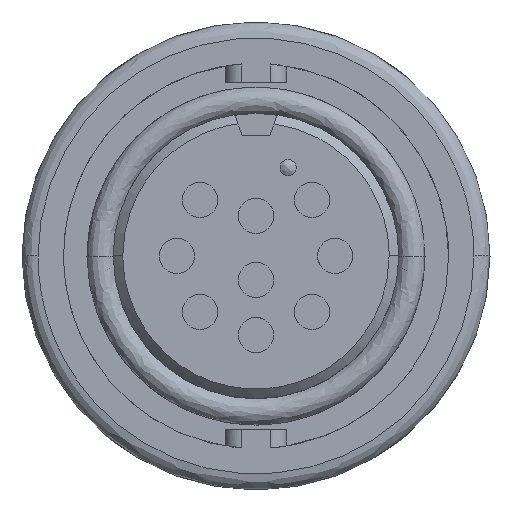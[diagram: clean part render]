
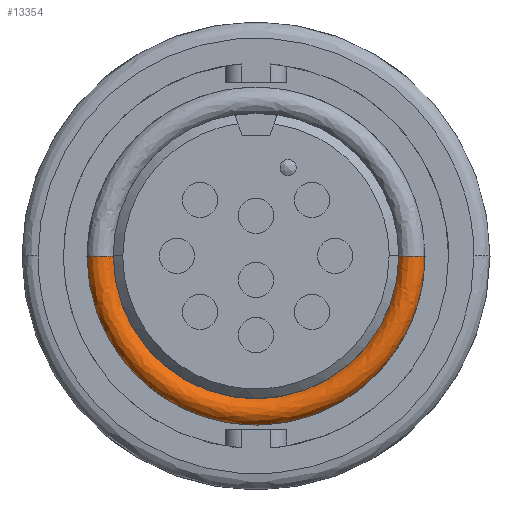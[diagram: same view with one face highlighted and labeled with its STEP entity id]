
A CAD part, top view. The second image highlights one B-rep face of the part: STEP entity #13354.
In plain terms, the highlighted free-form (B-spline) face has degree [3, 3] with [4, 4] control points.
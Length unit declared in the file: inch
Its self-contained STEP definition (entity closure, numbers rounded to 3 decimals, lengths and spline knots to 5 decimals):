
#1173 = EDGE_CURVE ( 'NONE', #4671, #4473, #13270, .T. ) ;
#1174 = EDGE_CURVE ( 'NONE', #4671, #4668, #13269, .T. ) ;
#1175 = EDGE_CURVE ( 'NONE', #4473, #4201, #13268, .T. ) ;
#1176 = EDGE_CURVE ( 'NONE', #4668, #4201, #13267, .T. ) ;
#1356 = EDGE_LOOP ( 'NONE', ( #4779, #4781, #4780, #4782 ) ) ;
#4201 = VERTEX_POINT ( 'NONE', #10825 ) ;
#4473 = VERTEX_POINT ( 'NONE', #10737 ) ;
#4668 = VERTEX_POINT ( 'NONE', #10542 ) ;
#4671 = VERTEX_POINT ( 'NONE', #10539 ) ;
#4779 = ORIENTED_EDGE ( 'NONE', *, *, #1174, .F. ) ;
#4780 = ORIENTED_EDGE ( 'NONE', *, *, #1175, .T. ) ;
#4781 = ORIENTED_EDGE ( 'NONE', *, *, #1173, .T. ) ;
#4782 = ORIENTED_EDGE ( 'NONE', *, *, #1176, .F. ) ;
#10539 = CARTESIAN_POINT ( 'NONE',  ( 0.316, 0., -0.285 ) ) ;
#10542 = CARTESIAN_POINT ( 'NONE',  ( -0.316, 0., -0.285 ) ) ;
#10737 = CARTESIAN_POINT ( 'NONE',  ( 0.267, 0., -0.2751 ) ) ;
#10825 = CARTESIAN_POINT ( 'NONE',  ( -0.267, 0., -0.2751 ) ) ;
#12354 = AXIS2_PLACEMENT_3D ( 'NONE', #20584, #20583, #20582 ) ;
#12355 = AXIS2_PLACEMENT_3D ( 'NONE', #20587, #20586, #20585 ) ;
#12357 = AXIS2_PLACEMENT_3D ( 'NONE', #20590, #20589, #20588 ) ;
#12375 = AXIS2_PLACEMENT_3D ( 'NONE', #20581, #20580, #20579 ) ;
#13267 = CIRCLE ( 'NONE', #12375, 0.0255 ) ;
#13268 = CIRCLE ( 'NONE', #12354, 0.267 ) ;
#13269 = CIRCLE ( 'NONE', #12355, 0.316 ) ;
#13270 = CIRCLE ( 'NONE', #12357, 0.0255 ) ;
#13354 = ADVANCED_FACE ( 'NONE', ( #22079 ), #20723, .T. ) ;
#15667 = CARTESIAN_POINT ( 'NONE',  ( 0.316, 0., -0.285 ) ) ;
#15668 = CARTESIAN_POINT ( 'NONE',  ( 0.316, -0.632, -0.285 ) ) ;
#15669 = CARTESIAN_POINT ( 'NONE',  ( -0.316, -0.632, -0.285 ) ) ;
#15670 = CARTESIAN_POINT ( 'NONE',  ( -0.316, 0., -0.285 ) ) ;
#15671 = CARTESIAN_POINT ( 'NONE',  ( 0.316, 0., -0.24919 ) ) ;
#15672 = CARTESIAN_POINT ( 'NONE',  ( 0.316, -0.632, -0.24919 ) ) ;
#15673 = CARTESIAN_POINT ( 'NONE',  ( -0.316, -0.632, -0.24919 ) ) ;
#15674 = CARTESIAN_POINT ( 'NONE',  ( -0.316, 0., -0.24919 ) ) ;
#15675 = CARTESIAN_POINT ( 'NONE',  ( 0.2809, 0., -0.2421 ) ) ;
#15677 = CARTESIAN_POINT ( 'NONE',  ( 0.2809, -0.5618, -0.2421 ) ) ;
#15678 = CARTESIAN_POINT ( 'NONE',  ( -0.2809, -0.5618, -0.2421 ) ) ;
#15679 = CARTESIAN_POINT ( 'NONE',  ( -0.2809, 0., -0.2421 ) ) ;
#15680 = CARTESIAN_POINT ( 'NONE',  ( 0.267, 0., -0.2751 ) ) ;
#15681 = CARTESIAN_POINT ( 'NONE',  ( 0.267, -0.534, -0.2751 ) ) ;
#15682 = CARTESIAN_POINT ( 'NONE',  ( -0.267, -0.534, -0.2751 ) ) ;
#15683 = CARTESIAN_POINT ( 'NONE',  ( -0.267, 0., -0.2751 ) ) ;
#20579 = DIRECTION ( 'NONE',  ( -1., 0., 0. ) ) ;
#20580 = DIRECTION ( 'NONE',  ( 0., 1., 0. ) ) ;
#20581 = CARTESIAN_POINT ( 'NONE',  ( -0.2905, 0., -0.285 ) ) ;
#20582 = DIRECTION ( 'NONE',  ( -1., 0., 0. ) ) ;
#20583 = DIRECTION ( 'NONE',  ( 0., 0., -1. ) ) ;
#20584 = CARTESIAN_POINT ( 'NONE',  ( 0., 0., -0.2751 ) ) ;
#20585 = DIRECTION ( 'NONE',  ( -1., 0., 0. ) ) ;
#20586 = DIRECTION ( 'NONE',  ( 0., 0., -1. ) ) ;
#20587 = CARTESIAN_POINT ( 'NONE',  ( 0., 0., -0.285 ) ) ;
#20588 = DIRECTION ( 'NONE',  ( 1., 0., 0. ) ) ;
#20589 = DIRECTION ( 'NONE',  ( 0., -1., 0. ) ) ;
#20590 = CARTESIAN_POINT ( 'NONE',  ( 0.2905, 0., -0.285 ) ) ;
#20723 =( BOUNDED_SURFACE ( )  B_SPLINE_SURFACE ( 3, 3, ( 
 ( #15667, #15668, #15669, #15670 ),
 ( #15671, #15672, #15673, #15674 ),
 ( #15675, #15677, #15678, #15679 ),
 ( #15680, #15681, #15682, #15683 ) ),
 .UNSPECIFIED., .F., .F., .T. ) 
 B_SPLINE_SURFACE_WITH_KNOTS ( ( 4, 4 ),
 ( 4, 4 ),
 ( 0., 1. ),
 ( 0., 1. ),
 .UNSPECIFIED. ) 
 GEOMETRIC_REPRESENTATION_ITEM ( )  RATIONAL_B_SPLINE_SURFACE ( (
 ( 1., 0.333, 0.333, 1.),
 ( 0.465, 0.155, 0.155, 0.465),
 ( 0.465, 0.155, 0.155, 0.465),
 ( 1., 0.333, 0.333, 1.) ) ) 
 REPRESENTATION_ITEM ( '' )  SURFACE ( )  );
#22079 = FACE_OUTER_BOUND ( 'NONE', #1356, .T. ) ;
